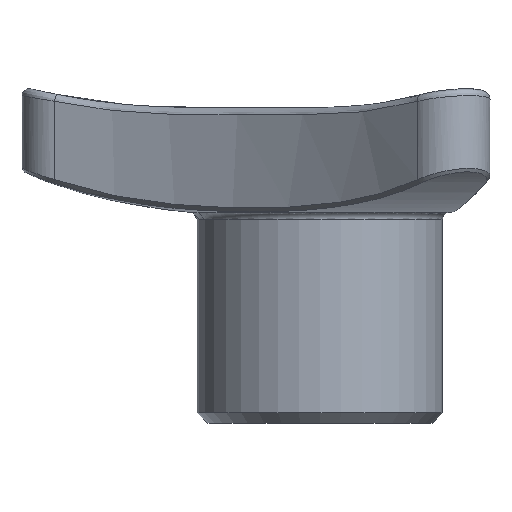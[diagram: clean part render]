
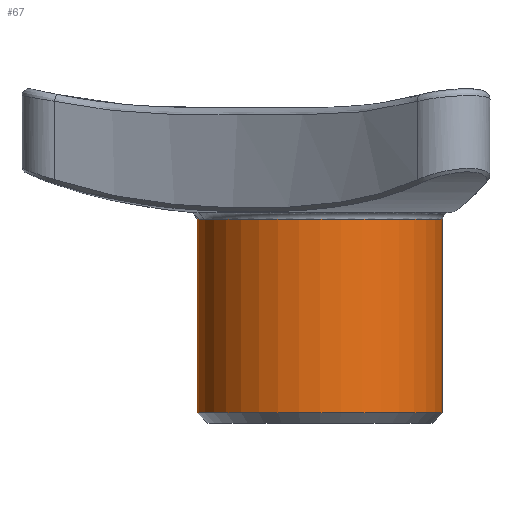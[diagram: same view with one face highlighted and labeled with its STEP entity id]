
A CAD part, left-side view. The second image highlights one B-rep face of the part: STEP entity #67.
In plain terms, the highlighted cylindrical face has radius 17.5 mm (diameter 35 mm), a full revolution.
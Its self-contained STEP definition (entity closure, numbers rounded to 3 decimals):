
#67 = ADVANCED_FACE( '', ( #154, #155 ), #156, .T. );
#154 = FACE_OUTER_BOUND( '', #917, .T. );
#155 = FACE_OUTER_BOUND( '', #918, .T. );
#156 = CYLINDRICAL_SURFACE( '', #919, 17.5 );
#917 = EDGE_LOOP( '', ( #2164 ) );
#918 = EDGE_LOOP( '', ( #2165 ) );
#919 = AXIS2_PLACEMENT_3D( '', #2166, #2167, #2168 );
#2164 = ORIENTED_EDGE( '', *, *, #2353, .T. );
#2165 = ORIENTED_EDGE( '', *, *, #2354, .T. );
#2166 = CARTESIAN_POINT( '', ( 0., 0., 33.564 ) );
#2167 = DIRECTION( '', ( 0., 0., -1. ) );
#2168 = DIRECTION( '', ( 1., 0., 0. ) );
#2353 = EDGE_CURVE( '', #2457, #2457, #2458, .T. );
#2354 = EDGE_CURVE( '', #2459, #2459, #2460, .F. );
#2457 = VERTEX_POINT( '', #3341 );
#2458 = CIRCLE( '', #3342, 17.5 );
#2459 = VERTEX_POINT( '', #3343 );
#2460 = CIRCLE( '', #3344, 17.5 );
#3341 = CARTESIAN_POINT( '', ( 17.5, 0., 1.5 ) );
#3342 = AXIS2_PLACEMENT_3D( '', #3993, #3994, #3995 );
#3343 = CARTESIAN_POINT( '', ( 17.5, 0., 29.081 ) );
#3344 = AXIS2_PLACEMENT_3D( '', #3996, #3997, #3998 );
#3993 = CARTESIAN_POINT( '', ( 0., 0., 1.5 ) );
#3994 = DIRECTION( '', ( 0., 0., 1. ) );
#3995 = DIRECTION( '', ( 1., 0., 0. ) );
#3996 = CARTESIAN_POINT( '', ( 0., 0., 29.081 ) );
#3997 = DIRECTION( '', ( 0., 0., 1. ) );
#3998 = DIRECTION( '', ( 1., 0., 0. ) );
